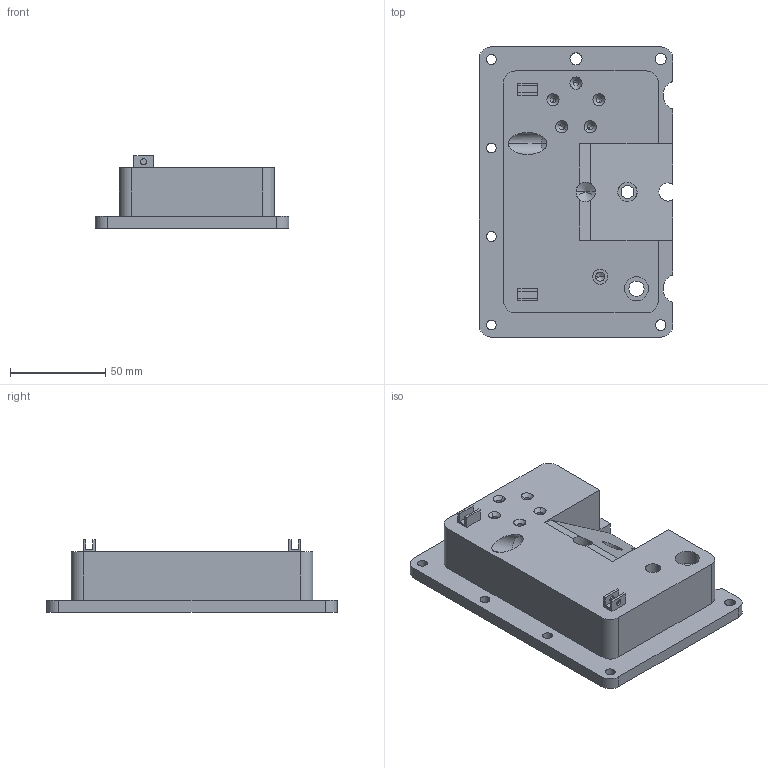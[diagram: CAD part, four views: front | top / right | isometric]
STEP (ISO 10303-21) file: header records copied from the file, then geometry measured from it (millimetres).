
FILE_DESCRIPTION(('CATIA V5 Test Model','CAx-IF Rec.Pracs.--- Model Styling and Organization---1.5--- 2016-08-15','CAx-IF Rec.Pracs.---Supplemental Geometry---1.0---2011-11-01','CAx-IF Rec.Pracs.--- Composite Materials ---3.4---2017-06-13','CAx-IF Rec.Pracs.---Tessellated 3D Geometry---1.0---2015-12-17'),'2;1');
FILE_NAME('Holes_V56R2022_20230728.stp','2023-07-31T14:59:12+00:00',('Rosemary Astheimer'),('NIST'),'CATIA Version 5-6 Release 2022','CATIA V5 STEP AP242 v2','none');
FILE_SCHEMA(('AP242_MANAGED_MODEL_BASED_3D_ENGINEERING_MIM_LF {1 0 10303 442 3 1 4}'));
Length unit declared in the file: millimetre
Products named in the file (1): Holes_V5
Bounding box: 101.6 x 152.4 x 38.1 mm (x, y, z)
Volume: 323314.3 mm3; surface area: 48430.3 mm2
Topology: 1 solids, 1 shells, 159 faces, 427 edges, 269 vertices
Faces by surface type: cylinder 68, plane 65, cone 26
Entity records: 4685 total; most frequent: CARTESIAN_POINT 965, ORIENTED_EDGE 818, DIRECTION 608, EDGE_CURVE 409, VERTEX_POINT 266, VECTOR 260, LINE 260, AXIS2_PLACEMENT_3D 246
